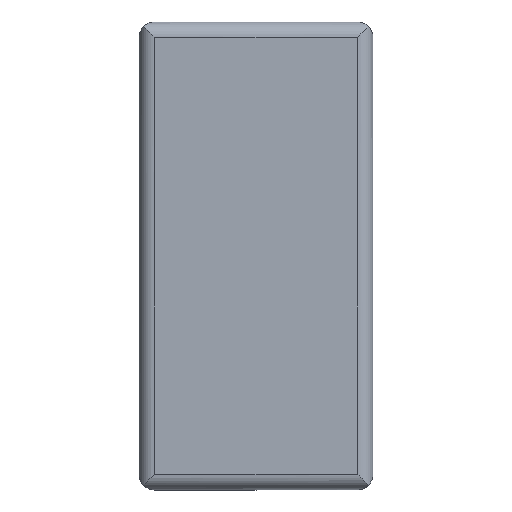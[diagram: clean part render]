
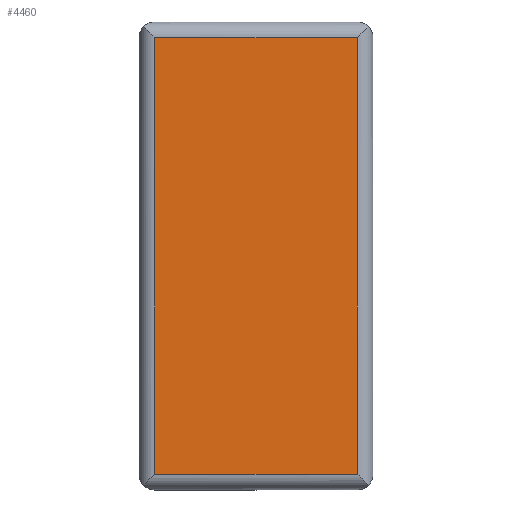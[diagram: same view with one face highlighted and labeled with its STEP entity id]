
A CAD part, top view. The second image highlights one B-rep face of the part: STEP entity #4460.
In plain terms, the highlighted planar face has unit normal (0, 0, 1).
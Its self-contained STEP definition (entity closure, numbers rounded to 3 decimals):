
#2430=CARTESIAN_POINT('',(29.,14.,5.));
#2440=VERTEX_POINT('',#2430);
#2470=CARTESIAN_POINT('',(1.,14.,5.));
#2480=DIRECTION('',(1.,0.,0.));
#2490=VECTOR('',#2480,1.);
#2500=LINE('',#2470,#2490);
#2510=CARTESIAN_POINT('',(1.,14.,5.));
#2520=VERTEX_POINT('',#2510);
#2530=EDGE_CURVE('',#2520,#2440,#2500,.T.);
#3280=CARTESIAN_POINT('',(1.,14.,5.));
#3290=DIRECTION('',(0.,-1.,0.));
#3300=VECTOR('',#3290,1.);
#3310=LINE('',#3280,#3300);
#3320=CARTESIAN_POINT('',(1.,1.,5.));
#3330=VERTEX_POINT('',#3320);
#3340=EDGE_CURVE('',#2520,#3330,#3310,.T.);
#3550=CARTESIAN_POINT('',(29.,1.,5.));
#3560=DIRECTION('',(-1.,0.,0.));
#3570=VECTOR('',#3560,1.);
#3580=LINE('',#3550,#3570);
#3590=CARTESIAN_POINT('',(29.,1.,5.));
#3600=VERTEX_POINT('',#3590);
#3610=EDGE_CURVE('',#3600,#3330,#3580,.T.);
#4230=CARTESIAN_POINT('',(29.,1.,5.));
#4240=DIRECTION('',(0.,1.,0.));
#4250=VECTOR('',#4240,1.);
#4260=LINE('',#4230,#4250);
#4270=EDGE_CURVE('',#3600,#2440,#4260,.T.);
#4350=CARTESIAN_POINT('',(0.72,0.87,5.));
#4360=DIRECTION('',(0.,0.,1.));
#4370=DIRECTION('',(1.,0.,0.));
#4380=AXIS2_PLACEMENT_3D('',#4350,#4360,#4370);
#4390=PLANE('',#4380);
#4400=ORIENTED_EDGE('',*,*,#4270,.T.);
#4410=ORIENTED_EDGE('',*,*,#3610,.F.);
#4420=ORIENTED_EDGE('',*,*,#3340,.T.);
#4430=ORIENTED_EDGE('',*,*,#2530,.F.);
#4440=EDGE_LOOP('',(#4430,#4420,#4410,#4400));
#4450=FACE_OUTER_BOUND('',#4440,.T.);
#4460=ADVANCED_FACE('',(#4450),#4390,.T.);
